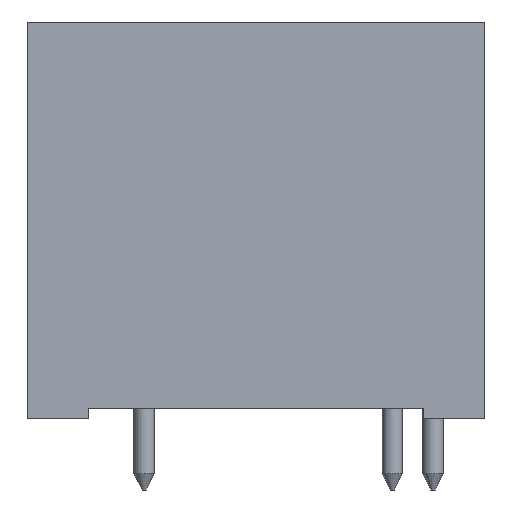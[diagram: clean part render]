
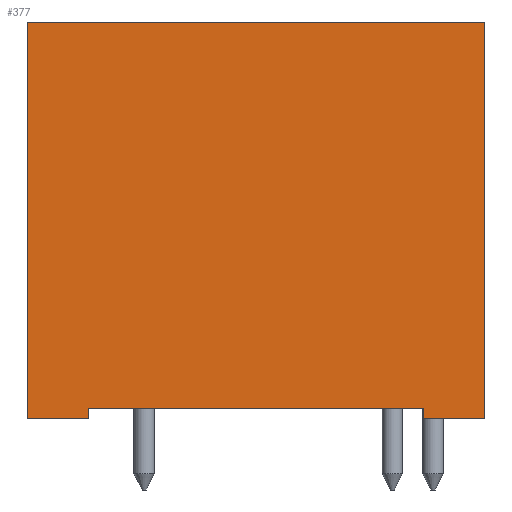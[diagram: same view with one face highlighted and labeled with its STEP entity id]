
A CAD part, front view. The second image highlights one B-rep face of the part: STEP entity #377.
In plain terms, the highlighted planar face has unit normal (0, -1, 0).
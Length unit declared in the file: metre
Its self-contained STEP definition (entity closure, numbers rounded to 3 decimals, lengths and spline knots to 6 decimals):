
#231 = EDGE_CURVE( '', #596, #597, #598, .T. );
#263 = EDGE_CURVE( '', #647, #600, #648, .T. );
#337 = EDGE_CURVE( '', #597, #647, #758, .T. );
#351 = EDGE_CURVE( '', #777, #600, #778, .T. );
#377 = ADVANCED_FACE( '', ( #812 ), #813, .T. );
#387 = EDGE_CURVE( '', #828, #829, #830, .T. );
#439 = EDGE_CURVE( '', #742, #777, #898, .T. );
#455 = EDGE_CURVE( '', #742, #829, #922, .T. );
#493 = EDGE_CURVE( '', #828, #596, #966, .T. );
#596 = VERTEX_POINT( '', #1085 );
#597 = VERTEX_POINT( '', #1086 );
#598 = LINE( '', #1087, #1088 );
#600 = VERTEX_POINT( '', #1091 );
#647 = VERTEX_POINT( '', #1157 );
#648 = LINE( '', #1158, #1159 );
#742 = VERTEX_POINT( '', #1279 );
#758 = LINE( '', #1300, #1301 );
#777 = VERTEX_POINT( '', #1327 );
#778 = LINE( '', #1328, #1329 );
#812 = FACE_OUTER_BOUND( '', #1378, .T. );
#813 = PLANE( '', #1379 );
#828 = VERTEX_POINT( '', #1399 );
#829 = VERTEX_POINT( '', #1400 );
#830 = LINE( '', #1401, #1402 );
#898 = LINE( '', #1505, #1506 );
#922 = LINE( '', #1539, #1540 );
#966 = LINE( '', #1612, #1613 );
#1085 = CARTESIAN_POINT( '', ( 0.00825, -0.00825, 0.0005 ) );
#1086 = CARTESIAN_POINT( '', ( 0.00825, -0.00825, 0. ) );
#1087 = CARTESIAN_POINT( '', ( 0.00825, -0.00825, 0.0005 ) );
#1088 = VECTOR( '', #1683, 1. );
#1091 = CARTESIAN_POINT( '', ( 0.01125, -0.00825, 0.0195 ) );
#1157 = CARTESIAN_POINT( '', ( 0.01125, -0.00825, 0. ) );
#1158 = CARTESIAN_POINT( '', ( 0.01125, -0.00825, 0.0005 ) );
#1159 = VECTOR( '', #1730, 1. );
#1279 = CARTESIAN_POINT( '', ( -0.01125, -0.00825, 0. ) );
#1300 = CARTESIAN_POINT( '', ( 0.01125, -0.00825, 0. ) );
#1301 = VECTOR( '', #1917, 1. );
#1327 = CARTESIAN_POINT( '', ( -0.01125, -0.00825, 0.0195 ) );
#1328 = CARTESIAN_POINT( '', ( -0.01125, -0.00825, 0.0195 ) );
#1329 = VECTOR( '', #1949, 1. );
#1378 = EDGE_LOOP( '', ( #1987, #1988, #1989, #1990, #1991, #1992, #1993, #1994 ) );
#1379 = AXIS2_PLACEMENT_3D( '', #1995, #1996, #1997 );
#1399 = CARTESIAN_POINT( '', ( -0.00825, -0.00825, 0.0005 ) );
#1400 = CARTESIAN_POINT( '', ( -0.00825, -0.00825, 0. ) );
#1401 = CARTESIAN_POINT( '', ( -0.00825, -0.00825, 0.0005 ) );
#1402 = VECTOR( '', #2011, 1. );
#1505 = CARTESIAN_POINT( '', ( -0.01125, -0.00825, 0.0005 ) );
#1506 = VECTOR( '', #2076, 1. );
#1539 = CARTESIAN_POINT( '', ( -0.01125, -0.00825, 0. ) );
#1540 = VECTOR( '', #2103, 1. );
#1612 = CARTESIAN_POINT( '', ( -0.01125, -0.00825, 0.0005 ) );
#1613 = VECTOR( '', #2150, 1. );
#1683 = DIRECTION( '', ( 0., 0., -1. ) );
#1730 = DIRECTION( '', ( 0., 0., 1. ) );
#1917 = DIRECTION( '', ( 1., 0., 0. ) );
#1949 = DIRECTION( '', ( 1., 0., 0. ) );
#1987 = ORIENTED_EDGE( '', *, *, #493, .T. );
#1988 = ORIENTED_EDGE( '', *, *, #231, .T. );
#1989 = ORIENTED_EDGE( '', *, *, #337, .T. );
#1990 = ORIENTED_EDGE( '', *, *, #263, .T. );
#1991 = ORIENTED_EDGE( '', *, *, #351, .F. );
#1992 = ORIENTED_EDGE( '', *, *, #439, .F. );
#1993 = ORIENTED_EDGE( '', *, *, #455, .T. );
#1994 = ORIENTED_EDGE( '', *, *, #387, .F. );
#1995 = CARTESIAN_POINT( '', ( -0.01125, -0.00825, 0.0005 ) );
#1996 = DIRECTION( '', ( 0., -1., 0. ) );
#1997 = DIRECTION( '', ( -1., 0., 0. ) );
#2011 = DIRECTION( '', ( 0., 0., -1. ) );
#2076 = DIRECTION( '', ( 0., 0., 1. ) );
#2103 = DIRECTION( '', ( 1., 0., 0. ) );
#2150 = DIRECTION( '', ( 1., 0., 0. ) );
